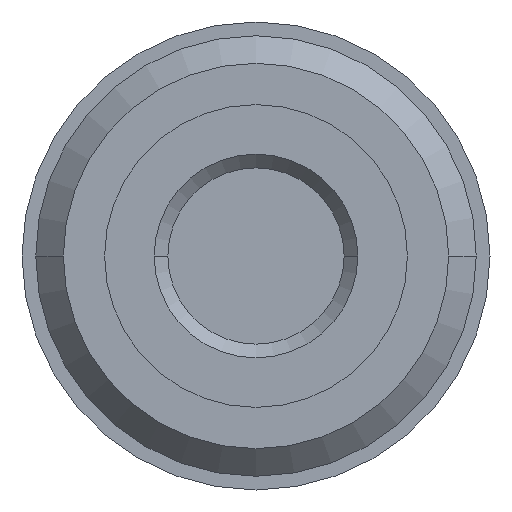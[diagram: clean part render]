
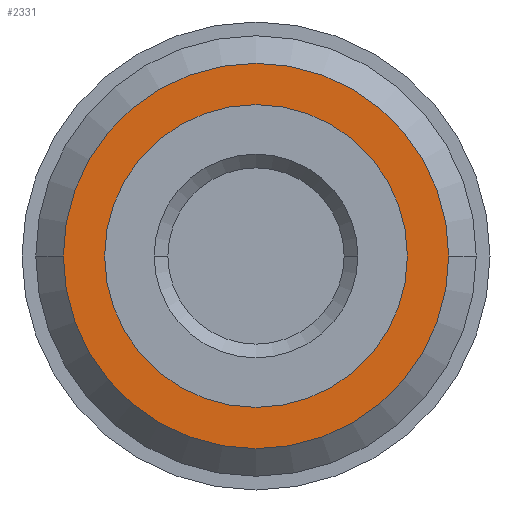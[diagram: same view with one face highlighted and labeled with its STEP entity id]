
A CAD part, left-side view. The second image highlights one B-rep face of the part: STEP entity #2331.
In plain terms, the highlighted planar face has unit normal (-1, 0, 0).
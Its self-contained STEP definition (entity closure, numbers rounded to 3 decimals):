
#526=CARTESIAN_POINT('',(0.5,0.,0.));
#527=DIRECTION('',(1.,0.,0.));
#528=DIRECTION('',(0.,-1.,0.));
#529=AXIS2_PLACEMENT_3D('',#526,#527,#528);
#531=CARTESIAN_POINT('',(0.5,0.,0.));
#532=DIRECTION('',(1.,0.,0.));
#533=DIRECTION('',(0.,0.,-1.));
#534=AXIS2_PLACEMENT_3D('',#531,#532,#533);
#536=CARTESIAN_POINT('',(0.5,0.,0.));
#537=DIRECTION('',(1.,0.,0.));
#538=DIRECTION('',(0.,1.,0.));
#539=AXIS2_PLACEMENT_3D('',#536,#537,#538);
#541=CARTESIAN_POINT('',(0.5,0.,0.));
#542=DIRECTION('',(-1.,0.,0.));
#543=DIRECTION('',(0.,1.,0.));
#544=AXIS2_PLACEMENT_3D('',#541,#542,#543);
#546=CARTESIAN_POINT('',(0.5,0.,0.));
#547=DIRECTION('',(-1.,0.,0.));
#548=DIRECTION('',(0.,-1.,0.));
#549=AXIS2_PLACEMENT_3D('',#546,#547,#548);
#1386=CARTESIAN_POINT('',(0.5,-5.5,0.));
#1387=VERTEX_POINT('',#1386);
#1388=CARTESIAN_POINT('',(0.5,5.5,0.));
#1389=VERTEX_POINT('',#1388);
#1390=CARTESIAN_POINT('',(0.5,-7.,0.));
#1391=CARTESIAN_POINT('',(0.5,0.,-7.));
#1392=VERTEX_POINT('',#1390);
#1393=VERTEX_POINT('',#1391);
#1394=CARTESIAN_POINT('',(0.5,7.,0.));
#1395=VERTEX_POINT('',#1394);
#2315=CARTESIAN_POINT('',(0.5,0.,0.004));
#2316=DIRECTION('',(1.,0.,0.));
#2317=DIRECTION('',(0.,1.,0.));
#2318=AXIS2_PLACEMENT_3D('',#2315,#2316,#2317);
#2319=PLANE('',#2318);
#2320=ORIENTED_EDGE('',*,*,#2282,.T.);
#2321=ORIENTED_EDGE('',*,*,#2280,.T.);
#2322=ORIENTED_EDGE('',*,*,#2297,.T.);
#2323=EDGE_LOOP('',(#2320,#2321,#2322));
#2324=FACE_OUTER_BOUND('',#2323,.F.);
#2326=ORIENTED_EDGE('',*,*,#2325,.T.);
#2328=ORIENTED_EDGE('',*,*,#2327,.T.);
#2329=EDGE_LOOP('',(#2326,#2328));
#2330=FACE_BOUND('',#2329,.F.);
#530=CIRCLE('',#529,7.);
#535=CIRCLE('',#534,7.);
#540=CIRCLE('',#539,7.);
#545=CIRCLE('',#544,5.5);
#550=CIRCLE('',#549,5.5);
#2280=EDGE_CURVE('',#1393,#1395,#535,.T.);
#2282=EDGE_CURVE('',#1392,#1393,#530,.T.);
#2297=EDGE_CURVE('',#1395,#1392,#540,.T.);
#2325=EDGE_CURVE('',#1389,#1387,#545,.T.);
#2327=EDGE_CURVE('',#1387,#1389,#550,.T.);
#2331=ADVANCED_FACE('',(#2324,#2330),#2319,.F.);
